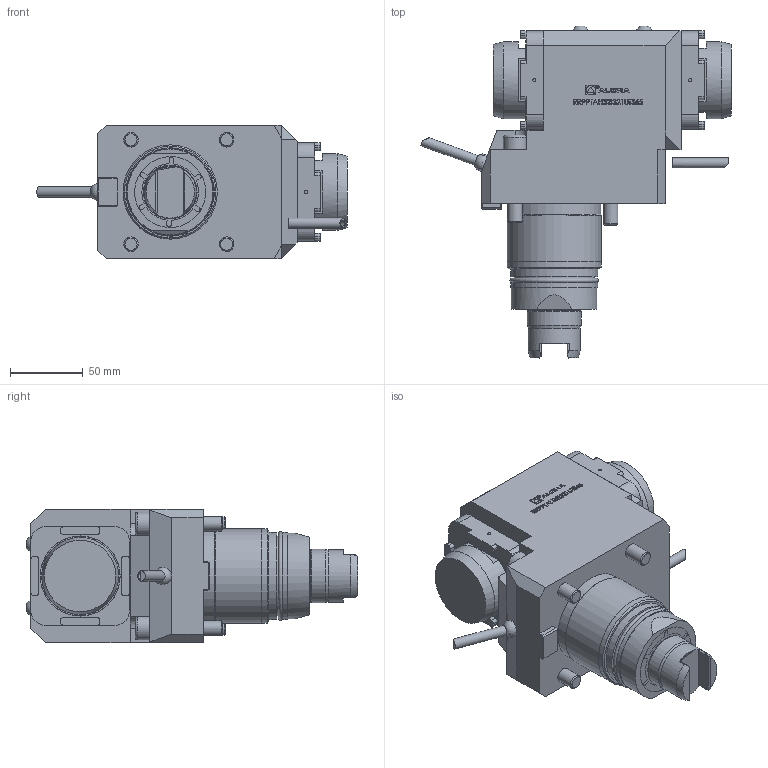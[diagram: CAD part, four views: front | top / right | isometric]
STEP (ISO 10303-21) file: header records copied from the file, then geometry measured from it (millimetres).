
FILE_DESCRIPTION (( 'STEP AP214' ), '1' );
FILE_NAME ('RRPPTAH32I321UTS65.STEP', '2025-10-23T13:57:09', ( '' ), ( '' ), 'SwSTEP 2.0', 'SolidWorks 2023', '' );
FILE_SCHEMA (( 'AUTOMOTIVE_DESIGN' ));
Length unit declared in the file: millimetre
Products named in the file (1): RRPPTAH32I321UTS65
Bounding box: 213.91 x 228.8 x 92 mm (x, y, z)
Volume: 1627414.4 mm3; surface area: 111676.1 mm2
Topology: 3 solids, 3 shells, 615 faces, 1614 edges, 1086 vertices
Faces by surface type: plane 379, bspline 106, cylinder 102, cone 17, sphere 7, torus 4
Full cylindrical faces by diameter (mm): 1.7 x1, 2.1 x1, 4 x2, 6.366 x1, 7 x2, 10 x4, 10.5 x4, 16 x2, 35 x1, 36 x1, 37 x1, 53 x2, 55 x2, 59 x1, 60 x2, 64 x1, 64.98 x1, 65 x2
Entity records: 27861 total; most frequent: CARTESIAN_POINT 9623, ORIENTED_EDGE 3068, DIRECTION 2586, EDGE_CURVE 1534, VERTEX_POINT 1060, LINE 1040, VECTOR 1040, AXIS2_PLACEMENT_3D 773
